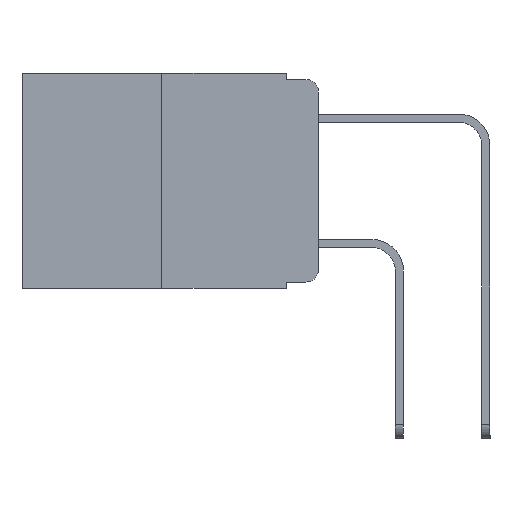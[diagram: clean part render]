
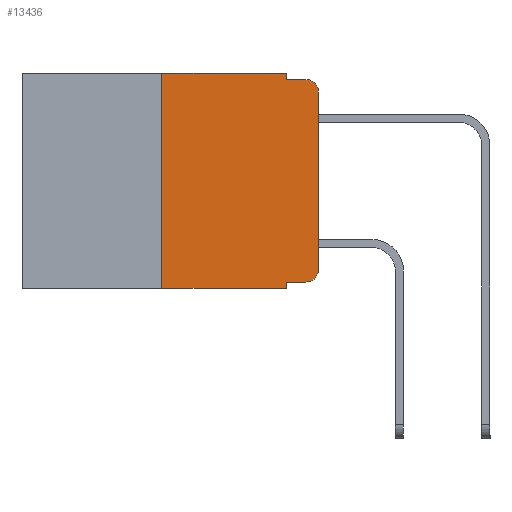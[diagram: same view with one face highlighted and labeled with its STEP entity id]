
A CAD part, left-side view. The second image highlights one B-rep face of the part: STEP entity #13436.
In plain terms, the highlighted planar face has unit normal (-1, 0, 0).
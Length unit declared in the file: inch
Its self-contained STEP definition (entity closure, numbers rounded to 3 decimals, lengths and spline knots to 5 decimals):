
#186 = CARTESIAN_POINT ( 'NONE',  ( 0., 0.051, 0. ) ) ;
#279 = CARTESIAN_POINT ( 'NONE',  ( 0., 0.051, -0.333 ) ) ;
#692 = CARTESIAN_POINT ( 'NONE',  ( 0., 0.051, 0. ) ) ;
#802 = LINE ( 'NONE', #14676, #22034 ) ;
#843 = CARTESIAN_POINT ( 'NONE',  ( 0., 0.02, -0.01 ) ) ;
#1084 = DIRECTION ( 'NONE',  ( 0., 0., 1. ) ) ;
#2032 = EDGE_CURVE ( 'NONE', #21619, #16854, #7400, .T. ) ;
#2240 = VECTOR ( 'NONE', #14915, 39.37008 ) ;
#2385 = VECTOR ( 'NONE', #14790, 39.37008 ) ;
#2669 = DIRECTION ( 'NONE',  ( 0., 0., 1. ) ) ;
#2737 = CARTESIAN_POINT ( 'NONE',  ( 0., 0.473, 0. ) ) ;
#2779 = EDGE_LOOP ( 'NONE', ( #5852, #17644, #4263, #10814, #21957, #13966, #20418, #11148, #23503, #24688 ) ) ;
#2928 = VERTEX_POINT ( 'NONE', #15218 ) ;
#3208 = VERTEX_POINT ( 'NONE', #21979 ) ;
#3507 = VECTOR ( 'NONE', #12352, 39.37008 ) ;
#4263 = ORIENTED_EDGE ( 'NONE', *, *, #9211, .F. ) ;
#5218 = AXIS2_PLACEMENT_3D ( 'NONE', #23178, #11356, #25109 ) ;
#5733 = LINE ( 'NONE', #23326, #20899 ) ;
#5852 = ORIENTED_EDGE ( 'NONE', *, *, #21307, .T. ) ;
#6361 = EDGE_CURVE ( 'NONE', #9442, #7956, #19821, .T. ) ;
#6371 = DIRECTION ( 'NONE',  ( 0., -1., 0. ) ) ;
#6907 = CARTESIAN_POINT ( 'NONE',  ( 0., 0.051, -0.01 ) ) ;
#7400 = LINE ( 'NONE', #279, #17953 ) ;
#7576 = EDGE_CURVE ( 'NONE', #16854, #3208, #8007, .T. ) ;
#7613 = LINE ( 'NONE', #6907, #2240 ) ;
#7956 = VERTEX_POINT ( 'NONE', #843 ) ;
#8007 = CIRCLE ( 'NONE', #5218, 0.02 ) ;
#8756 = VERTEX_POINT ( 'NONE', #19059 ) ;
#9124 = CARTESIAN_POINT ( 'NONE',  ( 0., 0.25, 0. ) ) ;
#9156 = DIRECTION ( 'NONE',  ( -1., 0., 0. ) ) ;
#9211 = EDGE_CURVE ( 'NONE', #14470, #7956, #7613, .T. ) ;
#9442 = VERTEX_POINT ( 'NONE', #9659 ) ;
#9659 = CARTESIAN_POINT ( 'NONE',  ( 0., 0., -0.03 ) ) ;
#10323 = CARTESIAN_POINT ( 'NONE',  ( 0., 0.051, 0. ) ) ;
#10720 = PLANE ( 'NONE',  #22703 ) ;
#10814 = ORIENTED_EDGE ( 'NONE', *, *, #13921, .F. ) ;
#11148 = ORIENTED_EDGE ( 'NONE', *, *, #21876, .F. ) ;
#11356 = DIRECTION ( 'NONE',  ( -1., 0., 0. ) ) ;
#11887 = VECTOR ( 'NONE', #19935, 39.37008 ) ;
#12352 = DIRECTION ( 'NONE',  ( 0., 0., -1. ) ) ;
#12828 = DIRECTION ( 'NONE',  ( 0., 0., -1. ) ) ;
#13436 = ADVANCED_FACE ( 'NONE', ( #15982 ), #10720, .F. ) ;
#13657 = EDGE_CURVE ( 'NONE', #2928, #8756, #5733, .T. ) ;
#13747 = VECTOR ( 'NONE', #1084, 39.37008 ) ;
#13921 = EDGE_CURVE ( 'NONE', #18328, #14470, #14103, .T. ) ;
#13966 = ORIENTED_EDGE ( 'NONE', *, *, #24443, .F. ) ;
#14103 = LINE ( 'NONE', #10323, #3507 ) ;
#14470 = VERTEX_POINT ( 'NONE', #23331 ) ;
#14676 = CARTESIAN_POINT ( 'NONE',  ( 0., 0., 0. ) ) ;
#14790 = DIRECTION ( 'NONE',  ( 0., 0., -1. ) ) ;
#14915 = DIRECTION ( 'NONE',  ( 0., -1., 0. ) ) ;
#15218 = CARTESIAN_POINT ( 'NONE',  ( 0., 0.25, -0.343 ) ) ;
#15982 = FACE_OUTER_BOUND ( 'NONE', #2779, .T. ) ;
#16334 = CARTESIAN_POINT ( 'NONE',  ( 0., 0.02, -0.333 ) ) ;
#16854 = VERTEX_POINT ( 'NONE', #16334 ) ;
#17153 = LINE ( 'NONE', #21852, #11887 ) ;
#17644 = ORIENTED_EDGE ( 'NONE', *, *, #6361, .T. ) ;
#17695 = LINE ( 'NONE', #692, #2385 ) ;
#17953 = VECTOR ( 'NONE', #6371, 39.37008 ) ;
#18328 = VERTEX_POINT ( 'NONE', #186 ) ;
#19059 = CARTESIAN_POINT ( 'NONE',  ( 0., 0.051, -0.343 ) ) ;
#19821 = CIRCLE ( 'NONE', #20971, 0.02 ) ;
#19935 = DIRECTION ( 'NONE',  ( 0., -1., 0. ) ) ;
#20418 = ORIENTED_EDGE ( 'NONE', *, *, #13657, .T. ) ;
#20618 = EDGE_CURVE ( 'NONE', #23167, #18328, #17153, .T. ) ;
#20788 = CARTESIAN_POINT ( 'NONE',  ( 0., 0.25, 0. ) ) ;
#20899 = VECTOR ( 'NONE', #21357, 39.37008 ) ;
#20971 = AXIS2_PLACEMENT_3D ( 'NONE', #21022, #9156, #23015 ) ;
#21022 = CARTESIAN_POINT ( 'NONE',  ( 0., 0.02, -0.03 ) ) ;
#21307 = EDGE_CURVE ( 'NONE', #3208, #9442, #802, .T. ) ;
#21357 = DIRECTION ( 'NONE',  ( 0., -1., 0. ) ) ;
#21619 = VERTEX_POINT ( 'NONE', #23704 ) ;
#21852 = CARTESIAN_POINT ( 'NONE',  ( 0., 0.473, 0. ) ) ;
#21876 = EDGE_CURVE ( 'NONE', #21619, #8756, #17695, .T. ) ;
#21957 = ORIENTED_EDGE ( 'NONE', *, *, #20618, .F. ) ;
#21979 = CARTESIAN_POINT ( 'NONE',  ( 0., 0., -0.313 ) ) ;
#22034 = VECTOR ( 'NONE', #2669, 39.37008 ) ;
#22703 = AXIS2_PLACEMENT_3D ( 'NONE', #2737, #24573, #12828 ) ;
#23015 = DIRECTION ( 'NONE',  ( 0., 0., -1. ) ) ;
#23167 = VERTEX_POINT ( 'NONE', #20788 ) ;
#23178 = CARTESIAN_POINT ( 'NONE',  ( 0., 0.02, -0.313 ) ) ;
#23326 = CARTESIAN_POINT ( 'NONE',  ( 0., 0.473, -0.343 ) ) ;
#23331 = CARTESIAN_POINT ( 'NONE',  ( 0., 0.051, -0.01 ) ) ;
#23503 = ORIENTED_EDGE ( 'NONE', *, *, #2032, .T. ) ;
#23704 = CARTESIAN_POINT ( 'NONE',  ( 0., 0.051, -0.333 ) ) ;
#24443 = EDGE_CURVE ( 'NONE', #2928, #23167, #24762, .T. ) ;
#24573 = DIRECTION ( 'NONE',  ( 1., 0., 0. ) ) ;
#24688 = ORIENTED_EDGE ( 'NONE', *, *, #7576, .T. ) ;
#24762 = LINE ( 'NONE', #9124, #13747 ) ;
#25109 = DIRECTION ( 'NONE',  ( 0., 0., -1. ) ) ;
